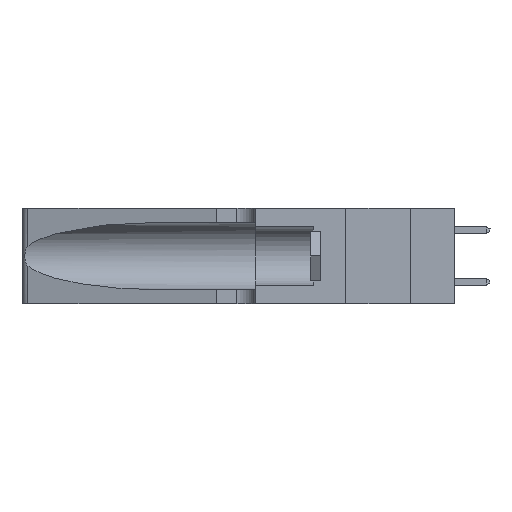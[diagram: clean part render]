
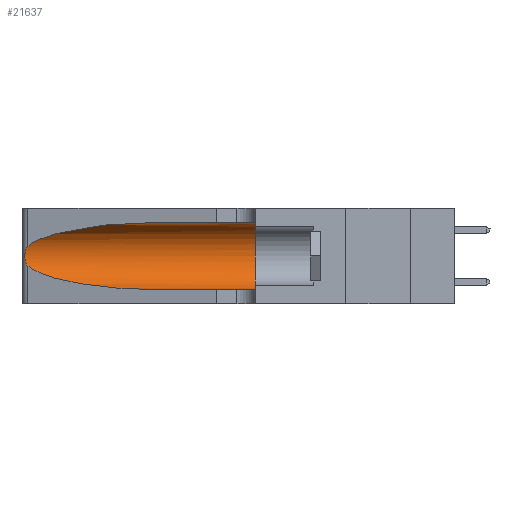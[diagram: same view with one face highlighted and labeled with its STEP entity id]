
A CAD part, left-side view. The second image highlights one B-rep face of the part: STEP entity #21637.
In plain terms, the highlighted cylindrical face has radius 3.308 mm (diameter 6.617 mm), a partial arc.
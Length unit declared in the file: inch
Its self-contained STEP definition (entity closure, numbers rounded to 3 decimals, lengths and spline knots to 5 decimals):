
#757 = CARTESIAN_POINT ( 'NONE',  ( 0.1305, 0.35, 0.05475 ) ) ;
#2308 = CARTESIAN_POINT ( 'NONE',  ( 0.26075, 1.23896, 0.178 ) ) ;
#2469 = ORIENTED_EDGE ( 'NONE', *, *, #8396, .F. ) ;
#3605 = ORIENTED_EDGE ( 'NONE', *, *, #31904, .F. ) ;
#5787 = CARTESIAN_POINT ( 'NONE',  ( 0.25856, 1.23593, 0.16098 ) ) ;
#6074 = VERTEX_POINT ( 'NONE', #43524 ) ;
#6195 = LINE ( 'NONE', #12948, #32987 ) ;
#6424 = VERTEX_POINT ( 'NONE', #757 ) ;
#7747 = CARTESIAN_POINT ( 'NONE',  ( 0.1305, 0.72297, 0.31525 ) ) ;
#7994 = EDGE_LOOP ( 'NONE', ( #21330, #38529, #44652, #33247, #2469, #3605 ) ) ;
#8396 = EDGE_CURVE ( 'NONE', #18449, #6424, #12935, .T. ) ;
#9327 = CARTESIAN_POINT ( 'NONE',  ( 0.25639, 1.23186, 0.15144 ) ) ;
#9910 = DIRECTION ( 'NONE',  ( 0., -1., 0. ) ) ;
#11329 = CARTESIAN_POINT ( 'NONE',  ( 0.2373, 1.15595, 0.28018 ) ) ;
#11748 =( BOUNDED_CURVE ( )  B_SPLINE_CURVE ( 3, ( #7747, #28730, #11329, #35653 ),
 .UNSPECIFIED., .F., .F. ) 
 B_SPLINE_CURVE_WITH_KNOTS ( ( 4, 4 ),
 ( 1.5708, 2.84003 ),
 .UNSPECIFIED. ) 
 CURVE ( )  GEOMETRIC_REPRESENTATION_ITEM ( )  RATIONAL_B_SPLINE_CURVE ( ( 1., 0.87, 0.87, 1. ) ) 
 REPRESENTATION_ITEM ( '' )  );
#12554 = VECTOR ( 'NONE', #9910, 39.37008 ) ;
#12722 = CARTESIAN_POINT ( 'NONE',  ( 0.25487, 1.22718, 0.22369 ) ) ;
#12876 = CARTESIAN_POINT ( 'NONE',  ( 0.25487, 1.22718, 0.14631 ) ) ;
#12935 = CIRCLE ( 'NONE', #32196, 0.13025 ) ;
#12948 = CARTESIAN_POINT ( 'NONE',  ( 0.1305, 1.61858, 0.05475 ) ) ;
#13843 = CARTESIAN_POINT ( 'NONE',  ( 0.1305, 0.72297, 0.05475 ) ) ;
#14175 = DIRECTION ( 'NONE',  ( 0., 0., -1. ) ) ;
#14950 = VERTEX_POINT ( 'NONE', #42318 ) ;
#15437 = CARTESIAN_POINT ( 'NONE',  ( 0.25487, 1.22718, 0.14631 ) ) ;
#16020 = DIRECTION ( 'NONE',  ( 0., 1., 0. ) ) ;
#16255 = CARTESIAN_POINT ( 'NONE',  ( 0.25639, 1.23184, 0.21858 ) ) ;
#18449 = VERTEX_POINT ( 'NONE', #27529 ) ;
#18772 = EDGE_CURVE ( 'NONE', #30135, #31197, #35998, .T. ) ;
#19018 = CYLINDRICAL_SURFACE ( 'NONE', #35676, 0.13025 ) ;
#19766 = CARTESIAN_POINT ( 'NONE',  ( 0.25854, 1.2359, 0.20912 ) ) ;
#21210 = DIRECTION ( 'NONE',  ( 0., -1., 0. ) ) ;
#21330 = ORIENTED_EDGE ( 'NONE', *, *, #22821, .T. ) ;
#21637 = ADVANCED_FACE ( 'NONE', ( #37475 ), #19018, .F. ) ;
#22821 = EDGE_CURVE ( 'NONE', #14950, #6074, #11748, .T. ) ;
#23290 = CARTESIAN_POINT ( 'NONE',  ( 0.26075, 1.23896, 0.19203 ) ) ;
#25664 = CARTESIAN_POINT ( 'NONE',  ( 0.25487, 1.22718, 0.14631 ) ) ;
#26651 = CARTESIAN_POINT ( 'NONE',  ( 0.25555, 1.22994, 0.2215 ) ) ;
#26802 = CARTESIAN_POINT ( 'NONE',  ( 0.26017, 1.23833, 0.17102 ) ) ;
#27529 = CARTESIAN_POINT ( 'NONE',  ( 0.1305, 0.35, 0.31525 ) ) ;
#28072 = CARTESIAN_POINT ( 'NONE',  ( 0.1305, 1.61858, 0.185 ) ) ;
#28337 = EDGE_CURVE ( 'NONE', #6074, #30135, #40706, .T. ) ;
#28730 = CARTESIAN_POINT ( 'NONE',  ( 0.18966, 0.96281, 0.31525 ) ) ;
#28976 = EDGE_CURVE ( 'NONE', #31197, #6424, #6195, .T. ) ;
#29119 = CARTESIAN_POINT ( 'NONE',  ( 0.1305, 0.72297, 0.05475 ) ) ;
#30135 = VERTEX_POINT ( 'NONE', #15437 ) ;
#30258 = CARTESIAN_POINT ( 'NONE',  ( 0.25789, 1.23486, 0.15765 ) ) ;
#31197 = VERTEX_POINT ( 'NONE', #13843 ) ;
#31904 = EDGE_CURVE ( 'NONE', #14950, #18449, #40242, .T. ) ;
#32196 = AXIS2_PLACEMENT_3D ( 'NONE', #36792, #16020, #40258 ) ;
#32987 = VECTOR ( 'NONE', #40716, 39.37008 ) ;
#33247 = ORIENTED_EDGE ( 'NONE', *, *, #28976, .T. ) ;
#33740 = CARTESIAN_POINT ( 'NONE',  ( 0.25555, 1.22993, 0.14849 ) ) ;
#34015 = CARTESIAN_POINT ( 'NONE',  ( 0.1305, 1.61858, 0.31525 ) ) ;
#35653 = CARTESIAN_POINT ( 'NONE',  ( 0.25487, 1.22718, 0.22369 ) ) ;
#35676 = AXIS2_PLACEMENT_3D ( 'NONE', #28072, #21210, #14175 ) ;
#35998 =( BOUNDED_CURVE ( )  B_SPLINE_CURVE ( 3, ( #25664, #42841, #39358, #29119 ),
 .UNSPECIFIED., .F., .T. ) 
 B_SPLINE_CURVE_WITH_KNOTS ( ( 4, 4 ),
 ( 3.44316, 4.71239 ),
 .UNSPECIFIED. ) 
 CURVE ( )  GEOMETRIC_REPRESENTATION_ITEM ( )  RATIONAL_B_SPLINE_CURVE ( ( 1., 0.87, 0.87, 1. ) ) 
 REPRESENTATION_ITEM ( '' )  );
#36792 = CARTESIAN_POINT ( 'NONE',  ( 0.1305, 0.35, 0.185 ) ) ;
#37475 = FACE_OUTER_BOUND ( 'NONE', #7994, .T. ) ;
#38529 = ORIENTED_EDGE ( 'NONE', *, *, #28337, .T. ) ;
#39358 = CARTESIAN_POINT ( 'NONE',  ( 0.18966, 0.96281, 0.05475 ) ) ;
#40242 = LINE ( 'NONE', #34015, #12554 ) ;
#40258 = DIRECTION ( 'NONE',  ( 0., 0., 1. ) ) ;
#40494 = CARTESIAN_POINT ( 'NONE',  ( 0.25787, 1.23484, 0.2124 ) ) ;
#40706 = B_SPLINE_CURVE_WITH_KNOTS ( 'NONE', 3,
 ( #12722, #26651, #16255, #40494, #19766, #43967, #23290, #2308, #26802, #5787, #30258, #9327, #33740, #12876 ),
 .UNSPECIFIED., .F., .F.,
 ( 4, 2, 2, 2, 2, 2, 4 ),
 ( 0., 0.00027, 0.00053, 0.00107, 0.0016, 0.00187, 0.00214 ),
 .UNSPECIFIED. ) ;
#40716 = DIRECTION ( 'NONE',  ( 0., -1., 0. ) ) ;
#42318 = CARTESIAN_POINT ( 'NONE',  ( 0.1305, 0.72297, 0.31525 ) ) ;
#42841 = CARTESIAN_POINT ( 'NONE',  ( 0.2373, 1.15595, 0.08982 ) ) ;
#43524 = CARTESIAN_POINT ( 'NONE',  ( 0.25487, 1.22718, 0.22369 ) ) ;
#43967 = CARTESIAN_POINT ( 'NONE',  ( 0.26018, 1.23835, 0.19895 ) ) ;
#44652 = ORIENTED_EDGE ( 'NONE', *, *, #18772, .T. ) ;
